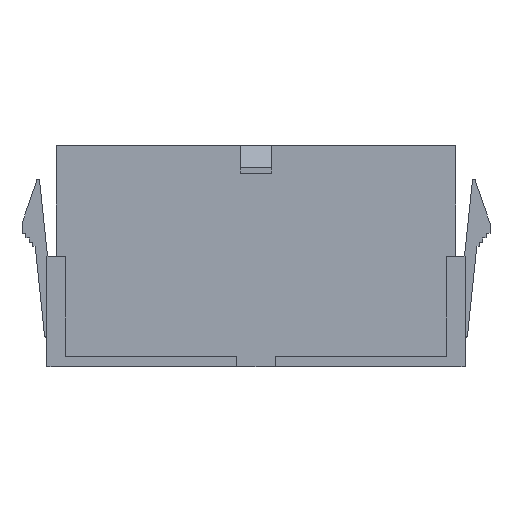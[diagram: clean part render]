
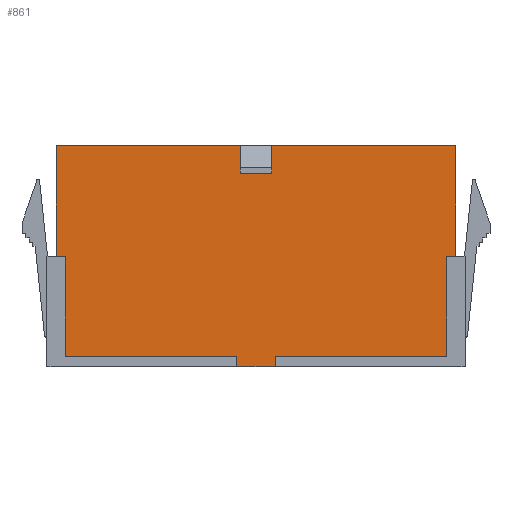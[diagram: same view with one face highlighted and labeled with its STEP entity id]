
A CAD part, front view. The second image highlights one B-rep face of the part: STEP entity #861.
In plain terms, the highlighted planar face has unit normal (0, -1, 0).
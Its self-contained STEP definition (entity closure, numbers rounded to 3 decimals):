
#178=CARTESIAN_POINT('',(17.191,-3.82,-0.04));
#179=VERTEX_POINT('',#178);
#186=CARTESIAN_POINT('',(16.395,-3.82,-0.04));
#187=VERTEX_POINT('',#186);
#188=CARTESIAN_POINT('',(17.191,-3.82,-0.04));
#189=DIRECTION('',(-1.,0.,0.));
#190=VECTOR('',#189,0.796);
#191=LINE('',#188,#190);
#192=EDGE_CURVE('',#179,#187,#191,.T.);
#226=CARTESIAN_POINT('',(16.395,-3.82,-8.635));
#227=VERTEX_POINT('',#226);
#228=CARTESIAN_POINT('',(16.395,-3.82,-0.04));
#229=DIRECTION('',(0.,0.,-1.));
#230=VECTOR('',#229,8.596);
#231=LINE('',#228,#230);
#232=EDGE_CURVE('',#187,#227,#231,.T.);
#258=CARTESIAN_POINT('',(-16.395,-3.82,-8.635));
#259=VERTEX_POINT('',#258);
#266=CARTESIAN_POINT('',(-16.395,-3.82,-0.04));
#267=VERTEX_POINT('',#266);
#268=CARTESIAN_POINT('',(-16.395,-3.82,-8.635));
#269=DIRECTION('',(0.,0.,1.));
#270=VECTOR('',#269,8.596);
#271=LINE('',#268,#270);
#272=EDGE_CURVE('',#259,#267,#271,.T.);
#295=CARTESIAN_POINT('',(-17.191,-3.82,-0.04));
#296=VERTEX_POINT('',#295);
#297=CARTESIAN_POINT('',(-16.395,-3.82,-0.04));
#298=DIRECTION('',(-1.,0.,0.));
#299=VECTOR('',#298,0.796);
#300=LINE('',#297,#299);
#301=EDGE_CURVE('',#267,#296,#300,.T.);
#696=CARTESIAN_POINT('',(-1.651,-3.82,-8.635));
#697=VERTEX_POINT('',#696);
#704=CARTESIAN_POINT('',(-1.651,-3.82,-8.635));
#705=DIRECTION('',(-1.,0.,0.));
#706=VECTOR('',#705,14.744);
#707=LINE('',#704,#706);
#708=EDGE_CURVE('',#697,#259,#707,.T.);
#720=CARTESIAN_POINT('',(1.651,-3.82,-8.635));
#721=VERTEX_POINT('',#720);
#722=CARTESIAN_POINT('',(16.395,-3.82,-8.635));
#723=DIRECTION('',(-1.,0.,0.));
#724=VECTOR('',#723,14.744);
#725=LINE('',#722,#724);
#726=EDGE_CURVE('',#227,#721,#725,.T.);
#743=CARTESIAN_POINT('',(1.651,-3.82,-9.511));
#744=VERTEX_POINT('',#743);
#753=CARTESIAN_POINT('',(1.651,-3.82,-8.635));
#754=DIRECTION('',(0.,0.,-1.));
#755=VECTOR('',#754,0.875);
#756=LINE('',#753,#755);
#757=EDGE_CURVE('',#721,#744,#756,.T.);
#769=CARTESIAN_POINT('',(-1.651,-3.82,-9.511));
#770=VERTEX_POINT('',#769);
#777=CARTESIAN_POINT('',(-1.651,-3.82,-9.511));
#778=DIRECTION('',(0.,0.,1.));
#779=VECTOR('',#778,0.875);
#780=LINE('',#777,#779);
#781=EDGE_CURVE('',#770,#697,#780,.T.);
#786=CARTESIAN_POINT('',(0.,-3.82,-0.083));
#787=DIRECTION('',(1.,0.,0.));
#788=DIRECTION('',(0.,-1.,0.));
#789=AXIS2_PLACEMENT_3D('',#786,#788,#787);
#790=PLANE('',#789);
#791=ORIENTED_EDGE('',*,*,#726,.F.);
#792=ORIENTED_EDGE('',*,*,#232,.F.);
#793=ORIENTED_EDGE('',*,*,#192,.F.);
#794=CARTESIAN_POINT('',(17.191,-3.82,9.511));
#795=VERTEX_POINT('',#794);
#796=CARTESIAN_POINT('',(17.191,-3.82,-0.04));
#797=DIRECTION('',(0.,0.,1.));
#798=VECTOR('',#797,9.551);
#799=LINE('',#796,#798);
#800=EDGE_CURVE('',#179,#795,#799,.T.);
#801=ORIENTED_EDGE('',*,*,#800,.T.);
#802=CARTESIAN_POINT('',(1.353,-3.82,9.511));
#803=VERTEX_POINT('',#802);
#804=CARTESIAN_POINT('',(17.191,-3.82,9.511));
#805=DIRECTION('',(-1.,0.,0.));
#806=VECTOR('',#805,15.838);
#807=LINE('',#804,#806);
#808=EDGE_CURVE('',#795,#803,#807,.T.);
#809=ORIENTED_EDGE('',*,*,#808,.T.);
#810=CARTESIAN_POINT('',(1.353,-3.82,7.123));
#811=VERTEX_POINT('',#810);
#812=CARTESIAN_POINT('',(1.353,-3.82,9.511));
#813=DIRECTION('',(0.,0.,-1.));
#814=VECTOR('',#813,2.388);
#815=LINE('',#812,#814);
#816=EDGE_CURVE('',#803,#811,#815,.T.);
#817=ORIENTED_EDGE('',*,*,#816,.T.);
#818=CARTESIAN_POINT('',(-1.353,-3.82,7.123));
#819=VERTEX_POINT('',#818);
#820=CARTESIAN_POINT('',(1.353,-3.82,7.123));
#821=DIRECTION('',(-1.,0.,0.));
#822=VECTOR('',#821,2.706);
#823=LINE('',#820,#822);
#824=EDGE_CURVE('',#811,#819,#823,.T.);
#825=ORIENTED_EDGE('',*,*,#824,.T.);
#826=CARTESIAN_POINT('',(-1.353,-3.82,9.511));
#827=VERTEX_POINT('',#826);
#828=CARTESIAN_POINT('',(-1.353,-3.82,7.123));
#829=DIRECTION('',(0.,0.,1.));
#830=VECTOR('',#829,2.388);
#831=LINE('',#828,#830);
#832=EDGE_CURVE('',#819,#827,#831,.T.);
#833=ORIENTED_EDGE('',*,*,#832,.T.);
#834=CARTESIAN_POINT('',(-17.191,-3.82,9.511));
#835=VERTEX_POINT('',#834);
#836=CARTESIAN_POINT('',(-1.353,-3.82,9.511));
#837=DIRECTION('',(-1.,0.,0.));
#838=VECTOR('',#837,15.838);
#839=LINE('',#836,#838);
#840=EDGE_CURVE('',#827,#835,#839,.T.);
#841=ORIENTED_EDGE('',*,*,#840,.T.);
#842=CARTESIAN_POINT('',(-17.191,-3.82,9.511));
#843=DIRECTION('',(0.,0.,-1.));
#844=VECTOR('',#843,9.551);
#845=LINE('',#842,#844);
#846=EDGE_CURVE('',#835,#296,#845,.T.);
#847=ORIENTED_EDGE('',*,*,#846,.T.);
#848=ORIENTED_EDGE('',*,*,#301,.F.);
#849=ORIENTED_EDGE('',*,*,#272,.F.);
#850=ORIENTED_EDGE('',*,*,#708,.F.);
#851=ORIENTED_EDGE('',*,*,#781,.F.);
#852=CARTESIAN_POINT('',(-1.651,-3.82,-9.511));
#853=DIRECTION('',(1.,0.,0.));
#854=VECTOR('',#853,3.303);
#855=LINE('',#852,#854);
#856=EDGE_CURVE('',#770,#744,#855,.T.);
#857=ORIENTED_EDGE('',*,*,#856,.T.);
#858=ORIENTED_EDGE('',*,*,#757,.F.);
#859=EDGE_LOOP('',(#791,#792,#793,#801,#809,#817,#825,#833,#841,#847,#848,#849,#850,#851,#857,#858));
#860=FACE_OUTER_BOUND('',#859,.T.);
#861=ADVANCED_FACE('',(#860),#790,.T.);
